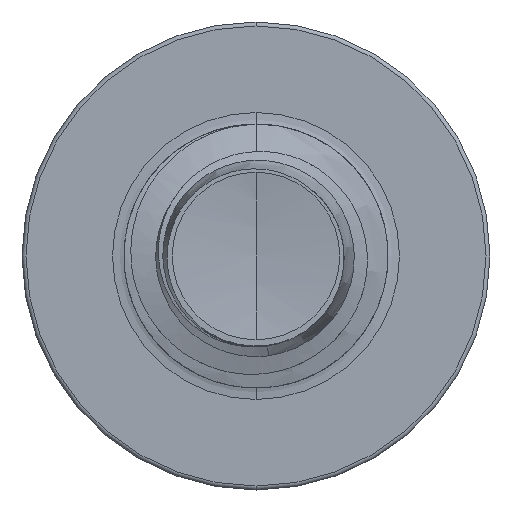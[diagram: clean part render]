
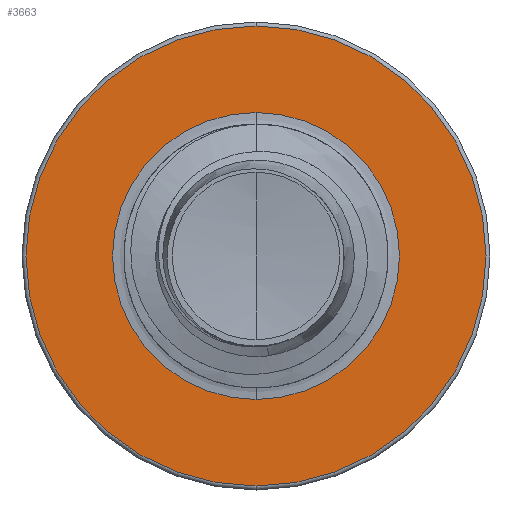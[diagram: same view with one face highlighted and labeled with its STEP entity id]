
A CAD part, front view. The second image highlights one B-rep face of the part: STEP entity #3663.
In plain terms, the highlighted planar face has unit normal (0, -1, 0).
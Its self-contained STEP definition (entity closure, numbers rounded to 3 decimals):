
#340 = AXIS2_PLACEMENT_3D ( 'NONE', #14312, #14170, #14143 ) ;
#492 = VERTEX_POINT ( 'NONE', #10597 ) ;
#630 = VERTEX_POINT ( 'NONE', #4297 ) ;
#1357 = EDGE_LOOP ( 'NONE', ( #12893, #4217 ) ) ;
#1379 = CARTESIAN_POINT ( 'NONE',  ( 0., 7.5, 0. ) ) ;
#1564 = CIRCLE ( 'NONE', #18910, 1.196 ) ;
#1675 = EDGE_LOOP ( 'NONE', ( #15061, #6542 ) ) ;
#3118 = FACE_BOUND ( 'NONE', #1675, .T. ) ;
#3318 = DIRECTION ( 'NONE',  ( 0., 0., 1. ) ) ;
#3351 = CARTESIAN_POINT ( 'NONE',  ( 0., 7.5, 0. ) ) ;
#3663 = ADVANCED_FACE ( 'NONE', ( #16422, #3118 ), #14197, .F. ) ;
#3732 = VERTEX_POINT ( 'NONE', #14093 ) ;
#4217 = ORIENTED_EDGE ( 'NONE', *, *, #8464, .F. ) ;
#4297 = CARTESIAN_POINT ( 'NONE',  ( 0., 7.5, 1.917 ) ) ;
#4386 = AXIS2_PLACEMENT_3D ( 'NONE', #20605, #10357, #22270 ) ;
#5234 = DIRECTION ( 'NONE',  ( 0., 0., 1. ) ) ;
#6542 = ORIENTED_EDGE ( 'NONE', *, *, #9104, .T. ) ;
#8464 = EDGE_CURVE ( 'NONE', #12062, #630, #17924, .T. ) ;
#9104 = EDGE_CURVE ( 'NONE', #3732, #492, #12389, .T. ) ;
#9721 = CARTESIAN_POINT ( 'NONE',  ( 0., 7.5, 0. ) ) ;
#10357 = DIRECTION ( 'NONE',  ( 0., 1., 0. ) ) ;
#10597 = CARTESIAN_POINT ( 'NONE',  ( 0., 7.5, 1.196 ) ) ;
#10908 = EDGE_CURVE ( 'NONE', #492, #3732, #1564, .T. ) ;
#11660 = DIRECTION ( 'NONE',  ( 0., 0., 1. ) ) ;
#12062 = VERTEX_POINT ( 'NONE', #22656 ) ;
#12389 = CIRCLE ( 'NONE', #19723, 1.196 ) ;
#12893 = ORIENTED_EDGE ( 'NONE', *, *, #14169, .F. ) ;
#14093 = CARTESIAN_POINT ( 'NONE',  ( 0., 7.5, -1.196 ) ) ;
#14143 = DIRECTION ( 'NONE',  ( 0., 0., 1. ) ) ;
#14169 = EDGE_CURVE ( 'NONE', #630, #12062, #18385, .T. ) ;
#14170 = DIRECTION ( 'NONE',  ( 0., 1., 0. ) ) ;
#14197 = PLANE ( 'NONE',  #340 ) ;
#14312 = CARTESIAN_POINT ( 'NONE',  ( 0., 7.5, -1.196 ) ) ;
#14343 = DIRECTION ( 'NONE',  ( 0., 1., 0. ) ) ;
#15061 = ORIENTED_EDGE ( 'NONE', *, *, #10908, .T. ) ;
#16023 = DIRECTION ( 'NONE',  ( 0., 1., 0. ) ) ;
#16422 = FACE_OUTER_BOUND ( 'NONE', #1357, .T. ) ;
#17924 = CIRCLE ( 'NONE', #4386, 1.917 ) ;
#18385 = CIRCLE ( 'NONE', #22096, 1.917 ) ;
#18910 = AXIS2_PLACEMENT_3D ( 'NONE', #9721, #21718, #11660 ) ;
#19723 = AXIS2_PLACEMENT_3D ( 'NONE', #1379, #14343, #3318 ) ;
#20605 = CARTESIAN_POINT ( 'NONE',  ( 0., 7.5, 0. ) ) ;
#21718 = DIRECTION ( 'NONE',  ( 0., 1., 0. ) ) ;
#22096 = AXIS2_PLACEMENT_3D ( 'NONE', #3351, #16023, #5234 ) ;
#22270 = DIRECTION ( 'NONE',  ( 0., 0., 1. ) ) ;
#22656 = CARTESIAN_POINT ( 'NONE',  ( 0., 7.5, -1.917 ) ) ;
